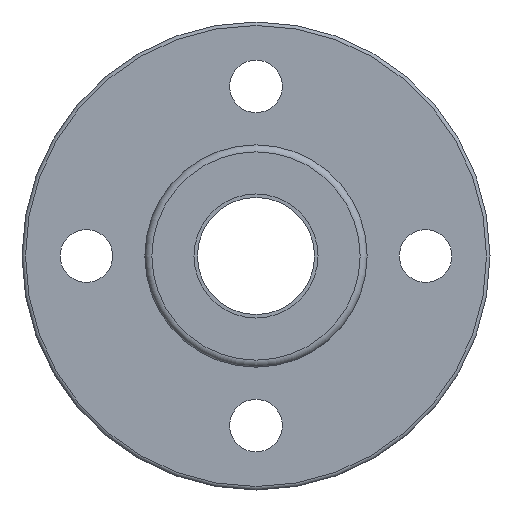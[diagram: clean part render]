
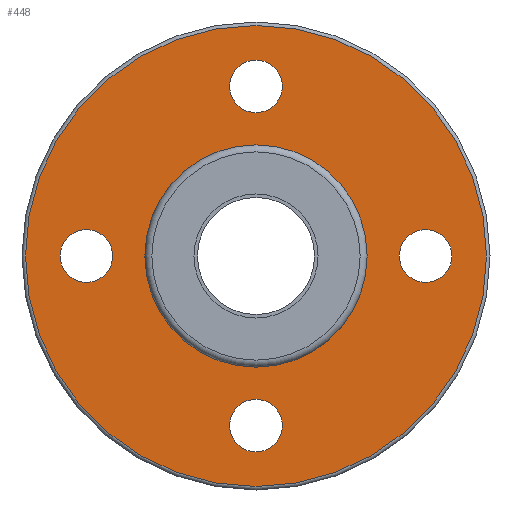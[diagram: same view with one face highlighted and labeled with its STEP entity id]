
A CAD part, left-side view. The second image highlights one B-rep face of the part: STEP entity #448.
In plain terms, the highlighted planar face has unit normal (-1, 0, 0).
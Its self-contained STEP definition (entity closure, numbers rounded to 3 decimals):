
#42=PLANE('',#517);
#80=ORIENTED_EDGE('',*,*,#154,.T.);
#81=ORIENTED_EDGE('',*,*,#155,.T.);
#82=ORIENTED_EDGE('',*,*,#156,.T.);
#83=ORIENTED_EDGE('',*,*,#157,.T.);
#84=ORIENTED_EDGE('',*,*,#158,.T.);
#85=ORIENTED_EDGE('',*,*,#153,.F.);
#153=EDGE_CURVE('',#195,#195,#237,.T.);
#154=EDGE_CURVE('',#196,#196,#238,.T.);
#155=EDGE_CURVE('',#197,#197,#239,.F.);
#156=EDGE_CURVE('',#198,#198,#240,.T.);
#157=EDGE_CURVE('',#199,#199,#241,.T.);
#158=EDGE_CURVE('',#200,#200,#242,.T.);
#195=VERTEX_POINT('',#777);
#196=VERTEX_POINT('',#780);
#197=VERTEX_POINT('',#782);
#198=VERTEX_POINT('',#784);
#199=VERTEX_POINT('',#786);
#200=VERTEX_POINT('',#788);
#237=CIRCLE('',#516,19.7);
#238=CIRCLE('',#518,9.5);
#239=CIRCLE('',#519,2.25);
#240=CIRCLE('',#520,2.25);
#241=CIRCLE('',#521,2.25);
#242=CIRCLE('',#522,2.25);
#290=EDGE_LOOP('',(#80));
#291=EDGE_LOOP('',(#81));
#292=EDGE_LOOP('',(#82));
#293=EDGE_LOOP('',(#83));
#294=EDGE_LOOP('',(#84));
#295=EDGE_LOOP('',(#85));
#374=FACE_BOUND('',#290,.T.);
#375=FACE_BOUND('',#291,.T.);
#376=FACE_BOUND('',#292,.T.);
#377=FACE_BOUND('',#293,.T.);
#378=FACE_BOUND('',#294,.T.);
#379=FACE_BOUND('',#295,.T.);
#448=ADVANCED_FACE('',(#374,#375,#376,#377,#378,#379),#42,.T.);
#516=AXIS2_PLACEMENT_3D('',#776,#627,#628);
#517=AXIS2_PLACEMENT_3D('',#778,#629,#630);
#518=AXIS2_PLACEMENT_3D('',#779,#631,#632);
#519=AXIS2_PLACEMENT_3D('',#781,#633,#634);
#520=AXIS2_PLACEMENT_3D('',#783,#635,#636);
#521=AXIS2_PLACEMENT_3D('',#785,#637,#638);
#522=AXIS2_PLACEMENT_3D('',#787,#639,#640);
#627=DIRECTION('',(1.,0.,0.));
#628=DIRECTION('',(0.,0.,-1.));
#629=DIRECTION('',(-1.,0.,0.));
#630=DIRECTION('',(0.,0.,1.));
#631=DIRECTION('',(1.,0.,0.));
#632=DIRECTION('',(0.,0.,-1.));
#633=DIRECTION('',(-1.,0.,0.));
#634=DIRECTION('',(0.,0.,1.));
#635=DIRECTION('',(1.,0.,0.));
#636=DIRECTION('',(0.,0.,-1.));
#637=DIRECTION('',(1.,0.,0.));
#638=DIRECTION('',(0.,0.,-1.));
#639=DIRECTION('',(1.,0.,0.));
#640=DIRECTION('',(0.,0.,-1.));
#776=CARTESIAN_POINT('',(-3.,0.,0.));
#777=CARTESIAN_POINT('',(-3.,0.,-19.7));
#778=CARTESIAN_POINT('',(-3.,19.7,0.));
#779=CARTESIAN_POINT('',(-3.,0.,0.));
#780=CARTESIAN_POINT('',(-3.,0.,-9.5));
#781=CARTESIAN_POINT('',(-3.,14.5,0.));
#782=CARTESIAN_POINT('',(-3.,14.5,2.25));
#783=CARTESIAN_POINT('',(-3.,0.,14.5));
#784=CARTESIAN_POINT('',(-3.,0.,12.25));
#785=CARTESIAN_POINT('',(-3.,-14.5,0.));
#786=CARTESIAN_POINT('',(-3.,-14.5,-2.25));
#787=CARTESIAN_POINT('',(-3.,0.,-14.5));
#788=CARTESIAN_POINT('',(-3.,0.,-16.75));
